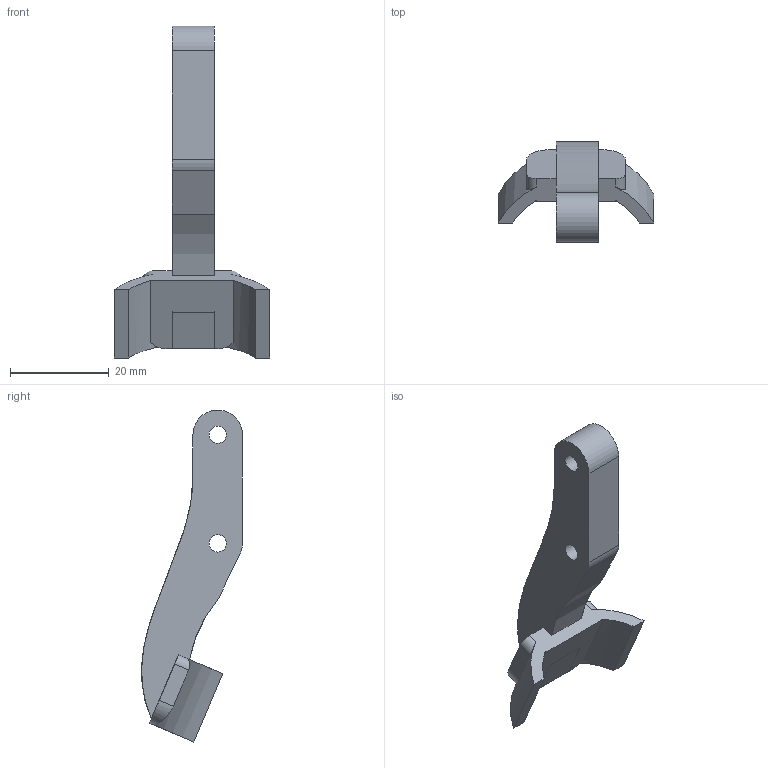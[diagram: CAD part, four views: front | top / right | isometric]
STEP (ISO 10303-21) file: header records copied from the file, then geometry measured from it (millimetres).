
FILE_DESCRIPTION(/* description */ (''),/* implementation_level */ '2;1');
FILE_NAME(/* name */ 'Gripper 1.stp',/* time_stamp */ '2024-04-26T13:20:29+05:30',/* author */ ('hrush'),/* organization */ (''),/* preprocessor_version */ 'ST-DEVELOPER v19.2',/* originating_system */ 'Autodesk Inventor 2024',/* authorisation */ '');
FILE_SCHEMA (('AUTOMOTIVE_DESIGN { 1 0 10303 214 3 1 1 }'));
Length unit declared in the file: millimetre
Products named in the file (1): Gripper 1
Bounding box: 31.45 x 20.39 x 67.18 mm (x, y, z)
Volume: 12250.9 mm3; surface area: 6362.7 mm2
Topology: 2 solids, 2 shells, 46 faces, 126 edges, 84 vertices
Faces by surface type: cylinder 21, plane 21, bspline 4
Full cylindrical faces by diameter (mm): 3.5 x4
Entity records: 1588 total; most frequent: CARTESIAN_POINT 367, ORIENTED_EDGE 252, DIRECTION 225, EDGE_CURVE 126, VERTEX_POINT 84, AXIS2_PLACEMENT_3D 76, LINE 73, VECTOR 73
